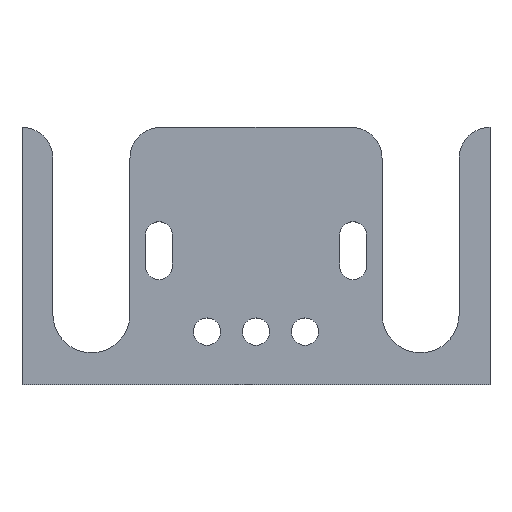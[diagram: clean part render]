
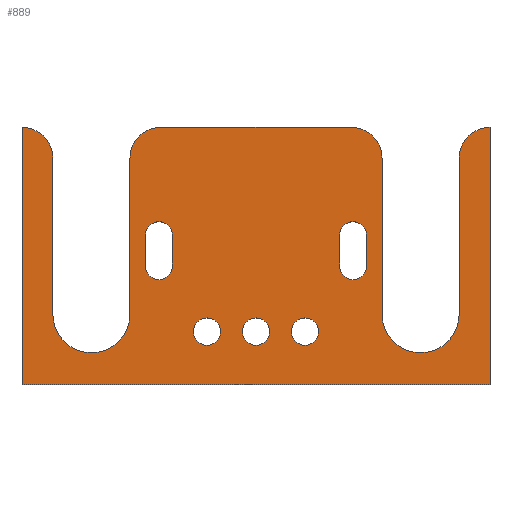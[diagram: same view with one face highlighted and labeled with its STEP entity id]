
A CAD part, top view. The second image highlights one B-rep face of the part: STEP entity #889.
In plain terms, the highlighted planar face has unit normal (0, 0, 1).
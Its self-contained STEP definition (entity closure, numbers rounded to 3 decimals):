
#52 = VERTEX_POINT('',#53);
#53 = CARTESIAN_POINT('',(-6.07,-1.375,1.545));
#59 = EDGE_CURVE('',#52,#60,#62,.T.);
#60 = VERTEX_POINT('',#61);
#61 = CARTESIAN_POINT('',(-6.07,5.3,1.545));
#62 = LINE('',#63,#64);
#63 = CARTESIAN_POINT('',(-6.07,-1.375,1.545));
#64 = VECTOR('',#65,1.);
#65 = DIRECTION('',(0.,1.,0.));
#90 = EDGE_CURVE('',#60,#91,#93,.T.);
#91 = VERTEX_POINT('',#92);
#92 = CARTESIAN_POINT('',(-5.27,4.5,1.545));
#93 = CIRCLE('',#94,0.799);
#94 = AXIS2_PLACEMENT_3D('',#95,#96,#97);
#95 = CARTESIAN_POINT('',(-6.069,4.501,1.545));
#96 = DIRECTION('',(0.,0.,-1.));
#97 = DIRECTION('',(-0.001,1.,0.));
#123 = EDGE_CURVE('',#91,#124,#126,.T.);
#124 = VERTEX_POINT('',#125);
#125 = CARTESIAN_POINT('',(-5.27,0.45,1.545));
#126 = LINE('',#127,#128);
#127 = CARTESIAN_POINT('',(-5.27,4.5,1.545));
#128 = VECTOR('',#129,1.);
#129 = DIRECTION('',(0.,-1.,0.));
#154 = EDGE_CURVE('',#124,#155,#157,.T.);
#155 = VERTEX_POINT('',#156);
#156 = CARTESIAN_POINT('',(-3.27,0.45,1.545));
#157 = CIRCLE('',#158,1.);
#158 = AXIS2_PLACEMENT_3D('',#159,#160,#161);
#159 = CARTESIAN_POINT('',(-4.27,0.45,1.545));
#160 = DIRECTION('',(0.,0.,1.));
#161 = DIRECTION('',(-1.,0.,0.));
#187 = EDGE_CURVE('',#155,#188,#190,.T.);
#188 = VERTEX_POINT('',#189);
#189 = CARTESIAN_POINT('',(-3.27,4.5,1.545));
#190 = LINE('',#191,#192);
#191 = CARTESIAN_POINT('',(-3.27,0.45,1.545));
#192 = VECTOR('',#193,1.);
#193 = DIRECTION('',(0.,1.,0.));
#218 = EDGE_CURVE('',#188,#219,#221,.T.);
#219 = VERTEX_POINT('',#220);
#220 = CARTESIAN_POINT('',(-2.47,5.3,1.545));
#221 = CIRCLE('',#222,0.799);
#222 = AXIS2_PLACEMENT_3D('',#223,#224,#225);
#223 = CARTESIAN_POINT('',(-2.471,4.501,1.545));
#224 = DIRECTION('',(0.,0.,-1.));
#225 = DIRECTION('',(-1.,-0.001,0.));
#251 = EDGE_CURVE('',#219,#252,#254,.T.);
#252 = VERTEX_POINT('',#253);
#253 = CARTESIAN_POINT('',(2.47,5.3,1.545));
#254 = LINE('',#255,#256);
#255 = CARTESIAN_POINT('',(-2.47,5.3,1.545));
#256 = VECTOR('',#257,1.);
#257 = DIRECTION('',(1.,0.,0.));
#282 = EDGE_CURVE('',#252,#283,#285,.T.);
#283 = VERTEX_POINT('',#284);
#284 = CARTESIAN_POINT('',(3.27,4.5,1.545));
#285 = CIRCLE('',#286,0.799);
#286 = AXIS2_PLACEMENT_3D('',#287,#288,#289);
#287 = CARTESIAN_POINT('',(2.471,4.501,1.545));
#288 = DIRECTION('',(0.,0.,-1.));
#289 = DIRECTION('',(-0.001,1.,0.));
#315 = EDGE_CURVE('',#283,#316,#318,.T.);
#316 = VERTEX_POINT('',#317);
#317 = CARTESIAN_POINT('',(3.27,0.45,1.545));
#318 = LINE('',#319,#320);
#319 = CARTESIAN_POINT('',(3.27,4.5,1.545));
#320 = VECTOR('',#321,1.);
#321 = DIRECTION('',(0.,-1.,0.));
#346 = EDGE_CURVE('',#316,#347,#349,.T.);
#347 = VERTEX_POINT('',#348);
#348 = CARTESIAN_POINT('',(5.27,0.45,1.545));
#349 = CIRCLE('',#350,1.);
#350 = AXIS2_PLACEMENT_3D('',#351,#352,#353);
#351 = CARTESIAN_POINT('',(4.27,0.45,1.545));
#352 = DIRECTION('',(0.,0.,1.));
#353 = DIRECTION('',(-1.,0.,0.));
#379 = EDGE_CURVE('',#347,#380,#382,.T.);
#380 = VERTEX_POINT('',#381);
#381 = CARTESIAN_POINT('',(5.27,4.5,1.545));
#382 = LINE('',#383,#384);
#383 = CARTESIAN_POINT('',(5.27,0.45,1.545));
#384 = VECTOR('',#385,1.);
#385 = DIRECTION('',(0.,1.,0.));
#410 = EDGE_CURVE('',#380,#411,#413,.T.);
#411 = VERTEX_POINT('',#412);
#412 = CARTESIAN_POINT('',(6.07,5.3,1.545));
#413 = CIRCLE('',#414,0.799);
#414 = AXIS2_PLACEMENT_3D('',#415,#416,#417);
#415 = CARTESIAN_POINT('',(6.069,4.501,1.545));
#416 = DIRECTION('',(0.,0.,-1.));
#417 = DIRECTION('',(-1.,-0.001,0.));
#443 = EDGE_CURVE('',#411,#444,#446,.T.);
#444 = VERTEX_POINT('',#445);
#445 = CARTESIAN_POINT('',(6.07,-1.375,1.545));
#446 = LINE('',#447,#448);
#447 = CARTESIAN_POINT('',(6.07,5.3,1.545));
#448 = VECTOR('',#449,1.);
#449 = DIRECTION('',(0.,-1.,0.));
#474 = EDGE_CURVE('',#444,#52,#475,.T.);
#475 = LINE('',#476,#477);
#476 = CARTESIAN_POINT('',(6.07,-1.375,1.545));
#477 = VECTOR('',#478,1.);
#478 = DIRECTION('',(-1.,0.,0.));
#498 = VERTEX_POINT('',#499);
#499 = CARTESIAN_POINT('',(-0.915,0.,1.545));
#505 = EDGE_CURVE('',#498,#498,#506,.T.);
#506 = CIRCLE('',#507,0.355);
#507 = AXIS2_PLACEMENT_3D('',#508,#509,#510);
#508 = CARTESIAN_POINT('',(-1.27,0.,1.545));
#509 = DIRECTION('',(0.,0.,1.));
#510 = DIRECTION('',(1.,0.,0.));
#531 = VERTEX_POINT('',#532);
#532 = CARTESIAN_POINT('',(-2.87,1.7,1.545));
#538 = EDGE_CURVE('',#531,#539,#541,.T.);
#539 = VERTEX_POINT('',#540);
#540 = CARTESIAN_POINT('',(-2.17,1.7,1.545));
#541 = CIRCLE('',#542,0.35);
#542 = AXIS2_PLACEMENT_3D('',#543,#544,#545);
#543 = CARTESIAN_POINT('',(-2.52,1.7,1.545));
#544 = DIRECTION('',(0.,0.,1.));
#545 = DIRECTION('',(-1.,0.,0.));
#573 = VERTEX_POINT('',#574);
#574 = CARTESIAN_POINT('',(-2.87,2.5,1.545));
#580 = EDGE_CURVE('',#573,#531,#581,.T.);
#581 = LINE('',#582,#583);
#582 = CARTESIAN_POINT('',(-2.87,2.5,1.545));
#583 = VECTOR('',#584,1.);
#584 = DIRECTION('',(0.,-1.,0.));
#604 = VERTEX_POINT('',#605);
#605 = CARTESIAN_POINT('',(-2.17,2.5,1.545));
#611 = EDGE_CURVE('',#604,#573,#612,.T.);
#612 = CIRCLE('',#613,0.35);
#613 = AXIS2_PLACEMENT_3D('',#614,#615,#616);
#614 = CARTESIAN_POINT('',(-2.52,2.5,1.545));
#615 = DIRECTION('',(0.,0.,1.));
#616 = DIRECTION('',(1.,0.,0.));
#635 = EDGE_CURVE('',#539,#604,#636,.T.);
#636 = LINE('',#637,#638);
#637 = CARTESIAN_POINT('',(-2.17,1.7,1.545));
#638 = VECTOR('',#639,1.);
#639 = DIRECTION('',(0.,1.,0.));
#659 = VERTEX_POINT('',#660);
#660 = CARTESIAN_POINT('',(0.355,0.,1.545));
#666 = EDGE_CURVE('',#659,#659,#667,.T.);
#667 = CIRCLE('',#668,0.355);
#668 = AXIS2_PLACEMENT_3D('',#669,#670,#671);
#669 = CARTESIAN_POINT('',(0.,0.,1.545));
#670 = DIRECTION('',(0.,0.,1.));
#671 = DIRECTION('',(1.,0.,0.));
#692 = VERTEX_POINT('',#693);
#693 = CARTESIAN_POINT('',(1.625,0.,1.545));
#699 = EDGE_CURVE('',#692,#692,#700,.T.);
#700 = CIRCLE('',#701,0.355);
#701 = AXIS2_PLACEMENT_3D('',#702,#703,#704);
#702 = CARTESIAN_POINT('',(1.27,0.,1.545));
#703 = DIRECTION('',(0.,0.,1.));
#704 = DIRECTION('',(1.,0.,0.));
#725 = VERTEX_POINT('',#726);
#726 = CARTESIAN_POINT('',(2.17,1.7,1.545));
#732 = EDGE_CURVE('',#725,#733,#735,.T.);
#733 = VERTEX_POINT('',#734);
#734 = CARTESIAN_POINT('',(2.87,1.7,1.545));
#735 = CIRCLE('',#736,0.35);
#736 = AXIS2_PLACEMENT_3D('',#737,#738,#739);
#737 = CARTESIAN_POINT('',(2.52,1.7,1.545));
#738 = DIRECTION('',(0.,0.,1.));
#739 = DIRECTION('',(-1.,0.,0.));
#767 = VERTEX_POINT('',#768);
#768 = CARTESIAN_POINT('',(2.17,2.5,1.545));
#774 = EDGE_CURVE('',#767,#725,#775,.T.);
#775 = LINE('',#776,#777);
#776 = CARTESIAN_POINT('',(2.17,2.5,1.545));
#777 = VECTOR('',#778,1.);
#778 = DIRECTION('',(0.,-1.,0.));
#798 = VERTEX_POINT('',#799);
#799 = CARTESIAN_POINT('',(2.87,2.5,1.545));
#805 = EDGE_CURVE('',#798,#767,#806,.T.);
#806 = CIRCLE('',#807,0.35);
#807 = AXIS2_PLACEMENT_3D('',#808,#809,#810);
#808 = CARTESIAN_POINT('',(2.52,2.5,1.545));
#809 = DIRECTION('',(0.,0.,1.));
#810 = DIRECTION('',(1.,0.,0.));
#829 = EDGE_CURVE('',#733,#798,#830,.T.);
#830 = LINE('',#831,#832);
#831 = CARTESIAN_POINT('',(2.87,1.7,1.545));
#832 = VECTOR('',#833,1.);
#833 = DIRECTION('',(0.,1.,0.));
#889 = ADVANCED_FACE('',(#890,#906,#909,#915,#918,#921),#927,.T.);
#890 = FACE_BOUND('',#891,.F.);
#891 = EDGE_LOOP('',(#892,#893,#894,#895,#896,#897,#898,#899,#900,#901,
    #902,#903,#904,#905));
#892 = ORIENTED_EDGE('',*,*,#59,.T.);
#893 = ORIENTED_EDGE('',*,*,#90,.T.);
#894 = ORIENTED_EDGE('',*,*,#123,.T.);
#895 = ORIENTED_EDGE('',*,*,#154,.T.);
#896 = ORIENTED_EDGE('',*,*,#187,.T.);
#897 = ORIENTED_EDGE('',*,*,#218,.T.);
#898 = ORIENTED_EDGE('',*,*,#251,.T.);
#899 = ORIENTED_EDGE('',*,*,#282,.T.);
#900 = ORIENTED_EDGE('',*,*,#315,.T.);
#901 = ORIENTED_EDGE('',*,*,#346,.T.);
#902 = ORIENTED_EDGE('',*,*,#379,.T.);
#903 = ORIENTED_EDGE('',*,*,#410,.T.);
#904 = ORIENTED_EDGE('',*,*,#443,.T.);
#905 = ORIENTED_EDGE('',*,*,#474,.T.);
#906 = FACE_BOUND('',#907,.T.);
#907 = EDGE_LOOP('',(#908));
#908 = ORIENTED_EDGE('',*,*,#505,.F.);
#909 = FACE_BOUND('',#910,.T.);
#910 = EDGE_LOOP('',(#911,#912,#913,#914));
#911 = ORIENTED_EDGE('',*,*,#538,.F.);
#912 = ORIENTED_EDGE('',*,*,#580,.F.);
#913 = ORIENTED_EDGE('',*,*,#611,.F.);
#914 = ORIENTED_EDGE('',*,*,#635,.F.);
#915 = FACE_BOUND('',#916,.T.);
#916 = EDGE_LOOP('',(#917));
#917 = ORIENTED_EDGE('',*,*,#666,.F.);
#918 = FACE_BOUND('',#919,.T.);
#919 = EDGE_LOOP('',(#920));
#920 = ORIENTED_EDGE('',*,*,#699,.F.);
#921 = FACE_BOUND('',#922,.T.);
#922 = EDGE_LOOP('',(#923,#924,#925,#926));
#923 = ORIENTED_EDGE('',*,*,#732,.F.);
#924 = ORIENTED_EDGE('',*,*,#774,.F.);
#925 = ORIENTED_EDGE('',*,*,#805,.F.);
#926 = ORIENTED_EDGE('',*,*,#829,.F.);
#927 = PLANE('',#928);
#928 = AXIS2_PLACEMENT_3D('',#929,#930,#931);
#929 = CARTESIAN_POINT('',(-6.07,-1.375,1.545));
#930 = DIRECTION('',(0.,0.,1.));
#931 = DIRECTION('',(1.,0.,0.));
